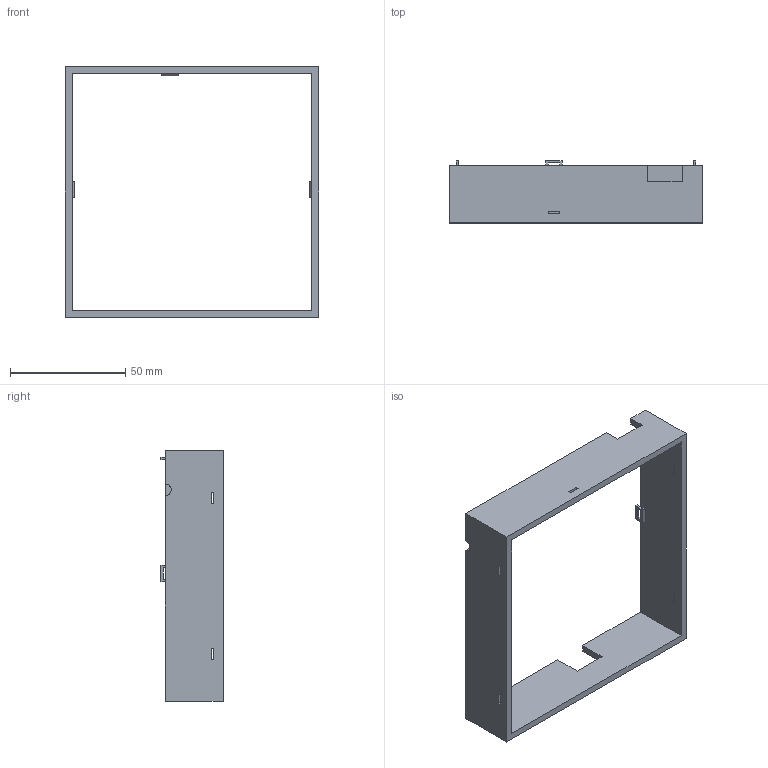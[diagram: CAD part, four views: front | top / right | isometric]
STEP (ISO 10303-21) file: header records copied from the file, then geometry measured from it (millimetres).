
FILE_DESCRIPTION (( 'STEP AP214' ), '1' );
FILE_NAME ('BASEMEDIAH2O.STEP', '2021-06-10T22:59:06', ( '' ), ( '' ), 'SwSTEP 2.0', 'SolidWorks 2019', '' );
FILE_SCHEMA (( 'AUTOMOTIVE_DESIGN' ));
Length unit declared in the file: millimetre
Products named in the file (1): BASEMEDIAH2O
Bounding box: 110.14 x 27 x 108.87 mm (x, y, z)
Volume: 31045.9 mm3; surface area: 23663 mm2
Topology: 1 solids, 1 shells, 70 faces, 206 edges, 134 vertices
Faces by surface type: plane 69, cylinder 1
Entity records: 2342 total; most frequent: ORIENTED_EDGE 412, CARTESIAN_POINT 411, DIRECTION 350, EDGE_CURVE 206, LINE 204, VECTOR 204, VERTEX_POINT 134, EDGE_LOOP 84
